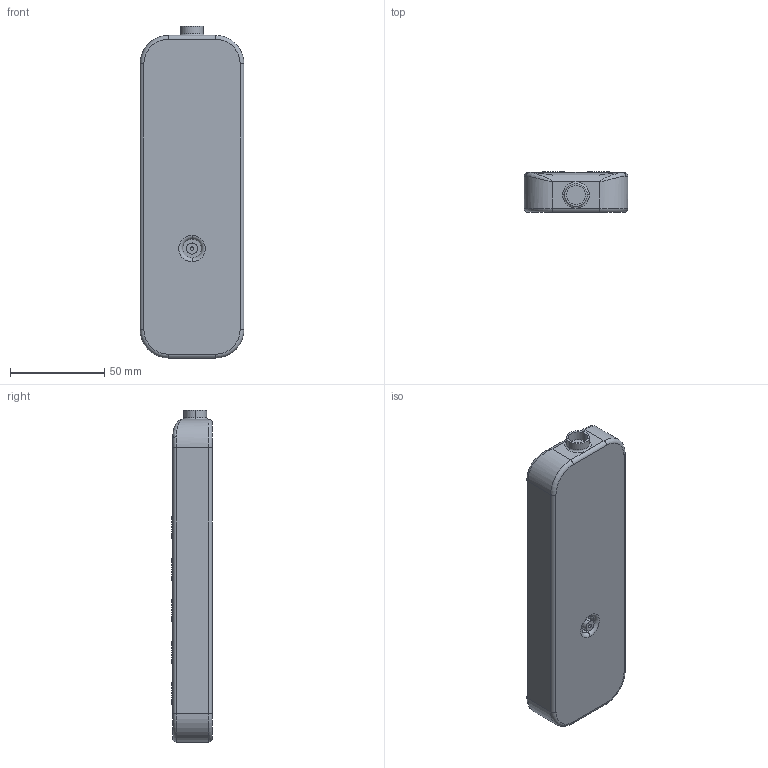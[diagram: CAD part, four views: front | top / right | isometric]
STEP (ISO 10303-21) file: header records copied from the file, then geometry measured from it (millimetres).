
FILE_DESCRIPTION (( 'STEP AP214' ), '1' );
FILE_NAME ('忒諷ん.STEP', '2020-03-23T04:18:52', ( '' ), ( '' ), 'SwSTEP 2.0', 'SolidWorks 2019', '' );
FILE_SCHEMA (( 'AUTOMOTIVE_DESIGN' ));
Length unit declared in the file: millimetre
Products named in the file (1): 忒諷ん
Bounding box: 55 x 21.5 x 176 mm (x, y, z)
Volume: 188606.2 mm3; surface area: 27839.1 mm2
Topology: 1 solids, 1 shells, 112 faces, 240 edges, 144 vertices
Faces by surface type: cylinder 49, torus 32, plane 28, bspline 3
Entity records: 3351 total; most frequent: CARTESIAN_POINT 814, DIRECTION 593, ORIENTED_EDGE 476, AXIS2_PLACEMENT_3D 258, EDGE_CURVE 238, CIRCLE 148, VERTEX_POINT 144, EDGE_LOOP 128
